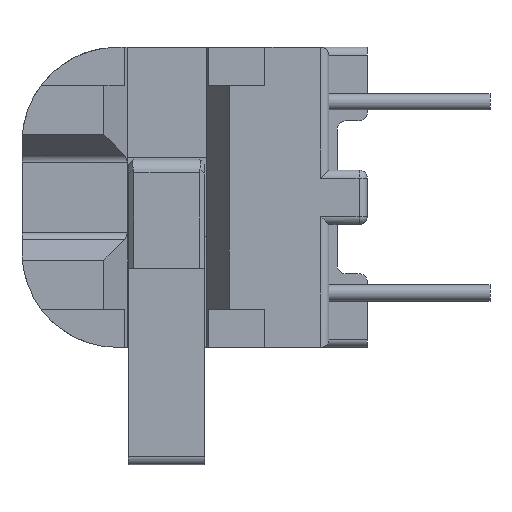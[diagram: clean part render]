
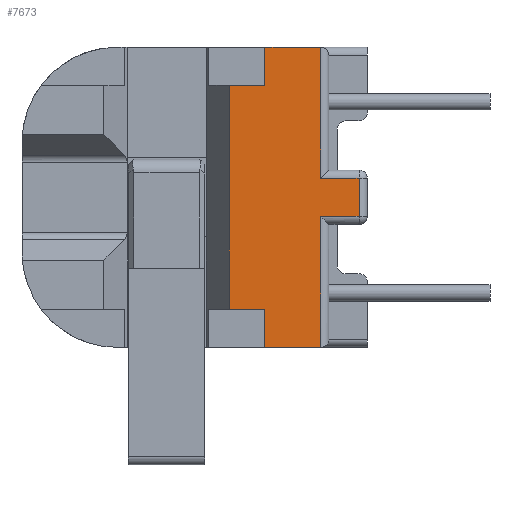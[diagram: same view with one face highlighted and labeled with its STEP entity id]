
A CAD part, left-side view. The second image highlights one B-rep face of the part: STEP entity #7673.
In plain terms, the highlighted planar face has unit normal (-1, 0, 0).
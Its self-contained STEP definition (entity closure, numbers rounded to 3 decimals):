
#100 = LINE ( 'NONE', #12415, #4448 ) ;
#395 = EDGE_CURVE ( 'NONE', #9752, #5572, #14694, .T. ) ;
#524 = DIRECTION ( 'NONE',  ( 0., 0., 1. ) ) ;
#797 = CARTESIAN_POINT ( 'NONE',  ( -23.341, -35.991, -5.5 ) ) ;
#814 = LINE ( 'NONE', #6925, #7447 ) ;
#939 = VERTEX_POINT ( 'NONE', #7035 ) ;
#1566 = LINE ( 'NONE', #5648, #15709 ) ;
#2128 = ORIENTED_EDGE ( 'NONE', *, *, #13028, .T. ) ;
#2226 = ORIENTED_EDGE ( 'NONE', *, *, #15188, .T. ) ;
#2293 = VECTOR ( 'NONE', #9088, 1000. ) ;
#2425 = VERTEX_POINT ( 'NONE', #15796 ) ;
#2707 = DIRECTION ( 'NONE',  ( 0., 1., 0. ) ) ;
#2999 = EDGE_CURVE ( 'NONE', #5414, #10243, #1566, .T. ) ;
#3218 = EDGE_CURVE ( 'NONE', #2425, #12474, #9675, .T. ) ;
#3316 = PLANE ( 'NONE',  #8625 ) ;
#4448 = VECTOR ( 'NONE', #13965, 1000. ) ;
#4643 = VECTOR ( 'NONE', #9196, 1000. ) ;
#5197 = CARTESIAN_POINT ( 'NONE',  ( -23.341, -41.641, -0.7 ) ) ;
#5329 = CARTESIAN_POINT ( 'NONE',  ( -23.341, -35.991, 5.5 ) ) ;
#5414 = VERTEX_POINT ( 'NONE', #16477 ) ;
#5419 = CARTESIAN_POINT ( 'NONE',  ( -23.341, -38.291, -4.1 ) ) ;
#5572 = VERTEX_POINT ( 'NONE', #8506 ) ;
#5648 = CARTESIAN_POINT ( 'NONE',  ( -23.341, -39.591, 5.3 ) ) ;
#5666 = VECTOR ( 'NONE', #8362, 1000. ) ;
#5718 = VERTEX_POINT ( 'NONE', #6783 ) ;
#6040 = CARTESIAN_POINT ( 'NONE',  ( -23.341, -35.991, 0. ) ) ;
#6056 = FACE_OUTER_BOUND ( 'NONE', #9115, .T. ) ;
#6106 = VERTEX_POINT ( 'NONE', #5419 ) ;
#6541 = EDGE_CURVE ( 'NONE', #5414, #15019, #13102, .T. ) ;
#6679 = ORIENTED_EDGE ( 'NONE', *, *, #395, .T. ) ;
#6783 = CARTESIAN_POINT ( 'NONE',  ( -23.341, -39.591, -5.5 ) ) ;
#6925 = CARTESIAN_POINT ( 'NONE',  ( -23.341, -41.941, 0.7 ) ) ;
#7035 = CARTESIAN_POINT ( 'NONE',  ( -23.341, -41.641, 0.7 ) ) ;
#7447 = VECTOR ( 'NONE', #15090, 1000. ) ;
#7673 = ADVANCED_FACE ( 'NONE', ( #6056 ), #3316, .T. ) ;
#7837 = CARTESIAN_POINT ( 'NONE',  ( -23.341, -43.341, -0.7 ) ) ;
#7881 = LINE ( 'NONE', #5329, #13659 ) ;
#7902 = ORIENTED_EDGE ( 'NONE', *, *, #6541, .T. ) ;
#8258 = LINE ( 'NONE', #7837, #4643 ) ;
#8362 = DIRECTION ( 'NONE',  ( 0., 1., 0. ) ) ;
#8506 = CARTESIAN_POINT ( 'NONE',  ( -23.341, -43.041, 0.7 ) ) ;
#8625 = AXIS2_PLACEMENT_3D ( 'NONE', #6040, #16953, #524 ) ;
#8663 = VECTOR ( 'NONE', #17123, 1000. ) ;
#8967 = CARTESIAN_POINT ( 'NONE',  ( -23.341, -38.291, 4.1 ) ) ;
#9088 = DIRECTION ( 'NONE',  ( 0., 0., 1. ) ) ;
#9115 = EDGE_LOOP ( 'NONE', ( #14506, #6679, #17087, #13860, #2226, #15390, #7902, #14631, #11550, #2128, #14264, #13371 ) ) ;
#9196 = DIRECTION ( 'NONE',  ( 0., -1., 0. ) ) ;
#9615 = CARTESIAN_POINT ( 'NONE',  ( -23.341, -39.591, 5.5 ) ) ;
#9673 = CARTESIAN_POINT ( 'NONE',  ( -23.341, -39.591, -4.1 ) ) ;
#9675 = LINE ( 'NONE', #12993, #12477 ) ;
#9752 = VERTEX_POINT ( 'NONE', #11200 ) ;
#9860 = EDGE_CURVE ( 'NONE', #6106, #15019, #10892, .T. ) ;
#10120 = LINE ( 'NONE', #12991, #8663 ) ;
#10136 = EDGE_CURVE ( 'NONE', #5572, #939, #814, .T. ) ;
#10148 = DIRECTION ( 'NONE',  ( 0., 0., 1. ) ) ;
#10243 = VERTEX_POINT ( 'NONE', #9615 ) ;
#10542 = VECTOR ( 'NONE', #15785, 1000. ) ;
#10892 = LINE ( 'NONE', #15522, #14338 ) ;
#11000 = CARTESIAN_POINT ( 'NONE',  ( -23.341, -41.641, 5.5 ) ) ;
#11200 = CARTESIAN_POINT ( 'NONE',  ( -23.341, -43.041, -0.7 ) ) ;
#11368 = VECTOR ( 'NONE', #13825, 1000. ) ;
#11439 = CARTESIAN_POINT ( 'NONE',  ( -23.341, -43.041, 0.7 ) ) ;
#11550 = ORIENTED_EDGE ( 'NONE', *, *, #15892, .F. ) ;
#11760 = EDGE_CURVE ( 'NONE', #5718, #2425, #12493, .T. ) ;
#12357 = CARTESIAN_POINT ( 'NONE',  ( -23.341, -39.591, -4.1 ) ) ;
#12415 = CARTESIAN_POINT ( 'NONE',  ( -23.341, -41.641, 5.5 ) ) ;
#12474 = VERTEX_POINT ( 'NONE', #5197 ) ;
#12477 = VECTOR ( 'NONE', #14543, 1000. ) ;
#12493 = LINE ( 'NONE', #797, #10542 ) ;
#12715 = EDGE_CURVE ( 'NONE', #939, #16469, #100, .T. ) ;
#12991 = CARTESIAN_POINT ( 'NONE',  ( -23.341, -39.591, -5.3 ) ) ;
#12993 = CARTESIAN_POINT ( 'NONE',  ( -23.341, -41.641, -0.7 ) ) ;
#13028 = EDGE_CURVE ( 'NONE', #15294, #5718, #10120, .T. ) ;
#13085 = EDGE_CURVE ( 'NONE', #12474, #9752, #8258, .T. ) ;
#13102 = LINE ( 'NONE', #17769, #11368 ) ;
#13371 = ORIENTED_EDGE ( 'NONE', *, *, #3218, .T. ) ;
#13659 = VECTOR ( 'NONE', #2707, 1000. ) ;
#13780 = DIRECTION ( 'NONE',  ( 0., 0., 1. ) ) ;
#13825 = DIRECTION ( 'NONE',  ( 0., 1., 0. ) ) ;
#13860 = ORIENTED_EDGE ( 'NONE', *, *, #12715, .T. ) ;
#13965 = DIRECTION ( 'NONE',  ( 0., 0., 1. ) ) ;
#14264 = ORIENTED_EDGE ( 'NONE', *, *, #11760, .T. ) ;
#14338 = VECTOR ( 'NONE', #10148, 1000. ) ;
#14506 = ORIENTED_EDGE ( 'NONE', *, *, #13085, .T. ) ;
#14543 = DIRECTION ( 'NONE',  ( 0., 0., 1. ) ) ;
#14631 = ORIENTED_EDGE ( 'NONE', *, *, #9860, .F. ) ;
#14694 = LINE ( 'NONE', #11439, #2293 ) ;
#15019 = VERTEX_POINT ( 'NONE', #8967 ) ;
#15090 = DIRECTION ( 'NONE',  ( 0., 1., 0. ) ) ;
#15188 = EDGE_CURVE ( 'NONE', #16469, #10243, #7881, .T. ) ;
#15294 = VERTEX_POINT ( 'NONE', #9673 ) ;
#15390 = ORIENTED_EDGE ( 'NONE', *, *, #2999, .F. ) ;
#15522 = CARTESIAN_POINT ( 'NONE',  ( -23.341, -38.291, -10.094 ) ) ;
#15534 = LINE ( 'NONE', #12357, #5666 ) ;
#15709 = VECTOR ( 'NONE', #13780, 1000. ) ;
#15785 = DIRECTION ( 'NONE',  ( 0., -1., 0. ) ) ;
#15796 = CARTESIAN_POINT ( 'NONE',  ( -23.341, -41.641, -5.5 ) ) ;
#15892 = EDGE_CURVE ( 'NONE', #15294, #6106, #15534, .T. ) ;
#16469 = VERTEX_POINT ( 'NONE', #11000 ) ;
#16477 = CARTESIAN_POINT ( 'NONE',  ( -23.341, -39.591, 4.1 ) ) ;
#16953 = DIRECTION ( 'NONE',  ( -1., 0., 0. ) ) ;
#17087 = ORIENTED_EDGE ( 'NONE', *, *, #10136, .T. ) ;
#17123 = DIRECTION ( 'NONE',  ( 0., 0., -1. ) ) ;
#17769 = CARTESIAN_POINT ( 'NONE',  ( -23.341, -39.591, 4.1 ) ) ;
